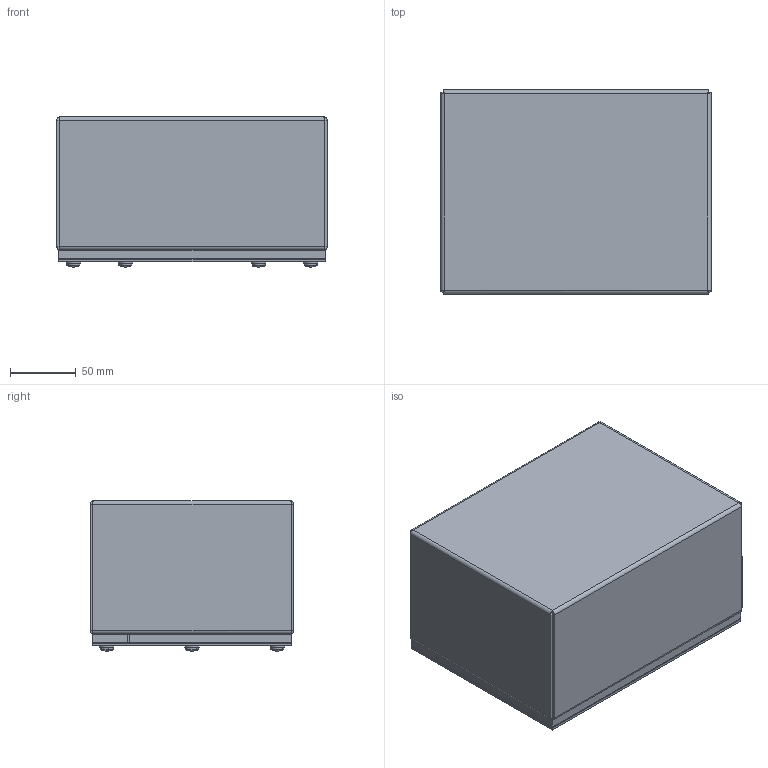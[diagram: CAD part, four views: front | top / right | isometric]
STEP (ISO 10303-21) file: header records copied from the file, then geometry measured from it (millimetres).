
FILE_DESCRIPTION (( 'STEP AP214' ), '1' );
FILE_NAME ('WA060804GSC.STEP', '2016-02-15T17:13:38', ( '' ), ( '' ), 'SwSTEP 2.0', 'SolidWorks 2014', '' );
FILE_SCHEMA (( 'AUTOMOTIVE_DESIGN' ));
Length unit declared in the file: inch
Products named in the file (8): WA060804GSC; 34984; 39035; 39077; 37210; WA0608GSC_LP; 316295; WA060804GSCBKP
Assembly tree (28 placements, depth 2):
  WA060804GSC
    WA060804GSCBKP
    316295  x2
    WA0608GSC_LP
    37210  x6
    39077  x6
    39035  x6
    34984  x6
Bounding box: 206.38 x 155.57 x 114.57 mm (x, y, z)
Volume: 361694.9 mm3; surface area: 338278.7 mm2
Topology: 28 solids, 28 shells, 694 faces, 1724 edges, 1086 vertices
Faces by surface type: plane 332, cylinder 184, cone 114, torus 36, bspline 16, sphere 12
Entity records: 10375 total; most frequent: CARTESIAN_POINT 2238, DIRECTION 1047, ORIENTED_EDGE 1004, EDGE_CURVE 502, AXIS2_PLACEMENT_3D 379, VERTEX_POINT 309, LINE 289, VECTOR 289
